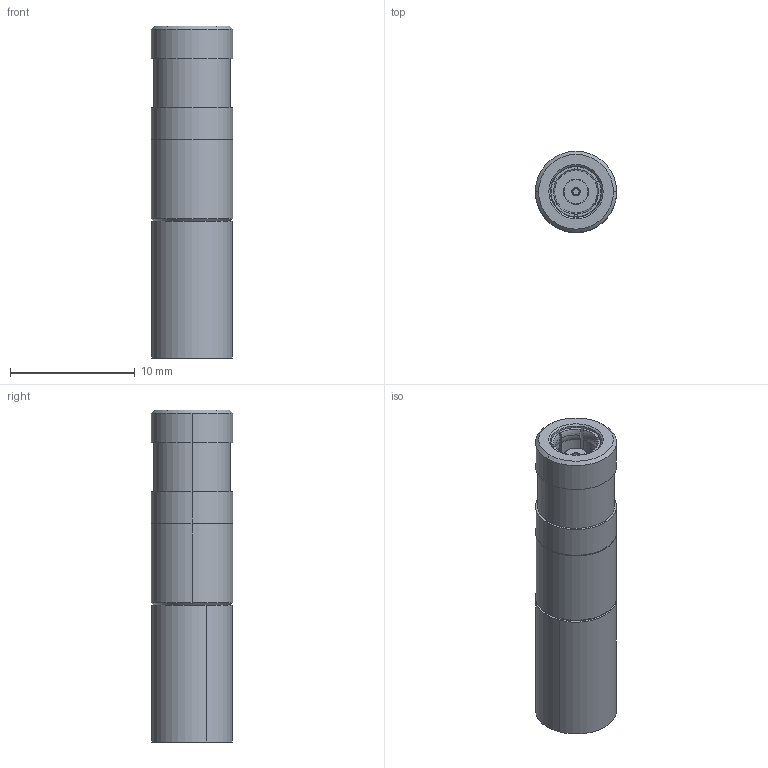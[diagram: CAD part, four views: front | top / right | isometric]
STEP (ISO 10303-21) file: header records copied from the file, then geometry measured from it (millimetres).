
FILE_DESCRIPTION (( 'STEP AP214' ), '1' );
FILE_NAME ('FMCN1757_3D.STEP', '2021-09-22T15:02:10', ( '' ), ( '' ), 'SwSTEP 2.0', 'SolidWorks 2021', '' );
FILE_SCHEMA (( 'AUTOMOTIVE_DESIGN' ));
Length unit declared in the file: inch
Products named in the file (3): FMCN1757_3D; FMCN1757_FERRULE; FMCN1757
Assembly tree (2 placements, depth 2):
  FMCN1757_3D
    FMCN1757
    FMCN1757_FERRULE
Bounding box: 6.52 x 6.52 x 26.66 mm (x, y, z)
Volume: 606.7 mm3; surface area: 1239.1 mm2
Topology: 2 solids, 2 shells, 107 faces, 250 edges, 162 vertices
Faces by surface type: plane 43, cylinder 38, torus 16, cone 10
Entity records: 3302 total; most frequent: CARTESIAN_POINT 644, DIRECTION 580, ORIENTED_EDGE 500, EDGE_CURVE 250, AXIS2_PLACEMENT_3D 242, VERTEX_POINT 162, CIRCLE 130, EDGE_LOOP 124
